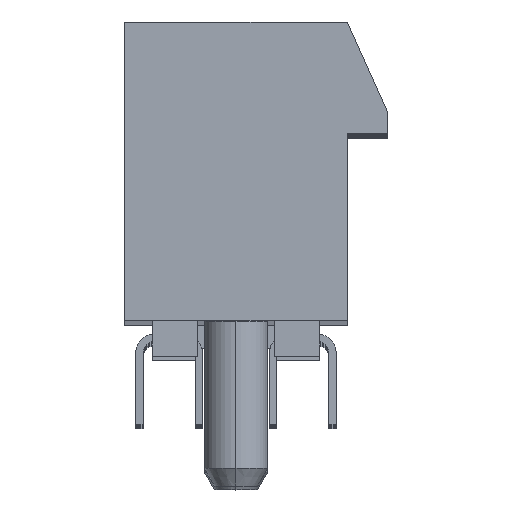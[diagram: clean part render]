
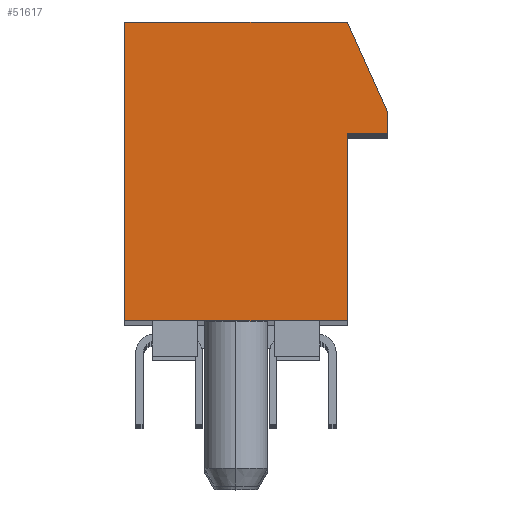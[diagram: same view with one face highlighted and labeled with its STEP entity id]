
A CAD part, top view. The second image highlights one B-rep face of the part: STEP entity #51617.
In plain terms, the highlighted planar face has unit normal (0, 0, 1).
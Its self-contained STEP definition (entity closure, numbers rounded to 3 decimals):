
#12239 = AXIS2_PLACEMENT_3D ( 'NONE', #30025, #30026, #30027 ) ;
#15272 = LINE ( 'NONE', #16592, #15275 ) ;
#15275 = VECTOR ( 'NONE', #16594, 1000. ) ;
#15278 = LINE ( 'NONE', #16598, #15281 ) ;
#15281 = VECTOR ( 'NONE', #16599, 1000. ) ;
#15298 = LINE ( 'NONE', #16612, #15305 ) ;
#15305 = VECTOR ( 'NONE', #16623, 1000. ) ;
#15342 = LINE ( 'NONE', #16662, #15345 ) ;
#15345 = VECTOR ( 'NONE', #16663, 1000. ) ;
#16592 = CARTESIAN_POINT ( 'NONE',  ( 5.1, 7.05, 0. ) ) ;
#16594 = DIRECTION ( 'NONE',  ( 0., 1., 0. ) ) ;
#16598 = CARTESIAN_POINT ( 'NONE',  ( 5.1, 6.3, 0. ) ) ;
#16599 = DIRECTION ( 'NONE',  ( 1., 0., 0. ) ) ;
#16612 = CARTESIAN_POINT ( 'NONE',  ( -3.75, 0., 0. ) ) ;
#16623 = DIRECTION ( 'NONE',  ( 0., -1., 0. ) ) ;
#16662 = CARTESIAN_POINT ( 'NONE',  ( -3.75, 10.05, 0. ) ) ;
#16663 = DIRECTION ( 'NONE',  ( -1., 0., 0. ) ) ;
#17226 = CARTESIAN_POINT ( 'NONE',  ( -3.75, 0., 0. ) ) ;
#17227 = DIRECTION ( 'NONE',  ( 1., 0., 0. ) ) ;
#17690 = LINE ( 'NONE', #17226, #17693 ) ;
#17693 = VECTOR ( 'NONE', #17227, 1000. ) ;
#30006 = PLANE ( 'NONE',  #12239 ) ;
#30025 = CARTESIAN_POINT ( 'NONE',  ( -3.75, 10.05, 0. ) ) ;
#30026 = DIRECTION ( 'NONE',  ( 0., 0., -1. ) ) ;
#30027 = DIRECTION ( 'NONE',  ( -1., 0., 0. ) ) ;
#31022 = FACE_OUTER_BOUND ( 'NONE', #50236, .T. ) ;
#33343 = CARTESIAN_POINT ( 'NONE',  ( 3.75, 10.05, 0. ) ) ;
#33349 = CARTESIAN_POINT ( 'NONE',  ( 3.75, 6.3, 0. ) ) ;
#33351 = CARTESIAN_POINT ( 'NONE',  ( 5.1, 7.05, 0. ) ) ;
#33354 = CARTESIAN_POINT ( 'NONE',  ( -3.75, 10.05, 0. ) ) ;
#33357 = CARTESIAN_POINT ( 'NONE',  ( 5.1, 6.3, 0. ) ) ;
#33548 = CARTESIAN_POINT ( 'NONE',  ( 3.75, 0., 0. ) ) ;
#33561 = CARTESIAN_POINT ( 'NONE',  ( -3.75, 0., 0. ) ) ;
#43097 = EDGE_CURVE ( 'NONE', #51836, #51830, #15272, .T. ) ;
#43101 = EDGE_CURVE ( 'NONE', #51828, #51836, #15278, .T. ) ;
#43125 = EDGE_CURVE ( 'NONE', #51833, #52040, #15298, .T. ) ;
#43162 = EDGE_CURVE ( 'NONE', #51822, #51833, #15342, .T. ) ;
#43684 = EDGE_CURVE ( 'NONE', #52040, #52027, #17690, .T. ) ;
#44137 = CARTESIAN_POINT ( 'NONE',  ( 3.75, 10.05, 0. ) ) ;
#44140 = DIRECTION ( 'NONE',  ( -0.41, 0.912, 0. ) ) ;
#44205 = CARTESIAN_POINT ( 'NONE',  ( 3.75, 0., 0. ) ) ;
#44208 = DIRECTION ( 'NONE',  ( 0., 1., 0. ) ) ;
#45276 = LINE ( 'NONE', #44137, #45281 ) ;
#45281 = VECTOR ( 'NONE', #44140, 1000. ) ;
#45336 = LINE ( 'NONE', #44205, #45341 ) ;
#45341 = VECTOR ( 'NONE', #44208, 1000. ) ;
#50236 = EDGE_LOOP ( 'NONE', ( #54935, #54936, #54937, #54938, #54939, #54940, #54941 ) ) ;
#51617 = ADVANCED_FACE ( 'NONE', ( #31022 ), #30006, .F. ) ;
#51822 = VERTEX_POINT ( 'NONE', #33343 ) ;
#51828 = VERTEX_POINT ( 'NONE', #33349 ) ;
#51830 = VERTEX_POINT ( 'NONE', #33351 ) ;
#51833 = VERTEX_POINT ( 'NONE', #33354 ) ;
#51836 = VERTEX_POINT ( 'NONE', #33357 ) ;
#52027 = VERTEX_POINT ( 'NONE', #33548 ) ;
#52040 = VERTEX_POINT ( 'NONE', #33561 ) ;
#54935 = ORIENTED_EDGE ( 'NONE', *, *, #43125, .T. ) ;
#54936 = ORIENTED_EDGE ( 'NONE', *, *, #43684, .T. ) ;
#54937 = ORIENTED_EDGE ( 'NONE', *, *, #58013, .T. ) ;
#54938 = ORIENTED_EDGE ( 'NONE', *, *, #43101, .T. ) ;
#54939 = ORIENTED_EDGE ( 'NONE', *, *, #43097, .T. ) ;
#54940 = ORIENTED_EDGE ( 'NONE', *, *, #57997, .T. ) ;
#54941 = ORIENTED_EDGE ( 'NONE', *, *, #43162, .T. ) ;
#57997 = EDGE_CURVE ( 'NONE', #51830, #51822, #45276, .T. ) ;
#58013 = EDGE_CURVE ( 'NONE', #52027, #51828, #45336, .T. ) ;
